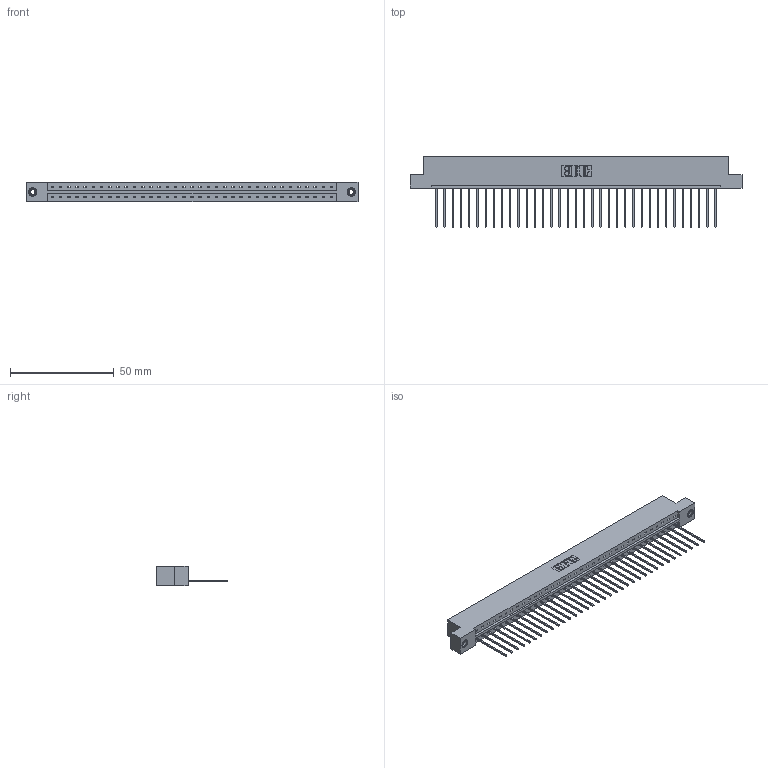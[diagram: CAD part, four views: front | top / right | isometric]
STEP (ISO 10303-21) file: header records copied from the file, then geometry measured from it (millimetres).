
FILE_DESCRIPTION (( 'STEP AP203' ), '1' );
FILE_NAME ('333-035-541-108.STEP', '2018-08-02T23:42:08', ( '' ), ( '' ), 'SwSTEP 2.0', 'SolidWorks 2016', '' );
FILE_SCHEMA (( 'CONFIG_CONTROL_DESIGN' ));
Length unit declared in the file: inch
Products named in the file (4): 345-250-001_345-250-003-102; 333-035-541-108; 333 Part_Flush - .156 Dia - TI; 345-292-001_345-293-141
Assembly tree (38 placements, depth 2):
  333-035-541-108
    333 Part_Flush - .156 Dia - TI
    345-292-001_345-293-141  x35
    345-250-001_345-250-003-102  x2
Bounding box: 160.22 x 34.3 x 9.4 mm (x, y, z)
Volume: 16171.8 mm3; surface area: 18186.8 mm2
Topology: 38 solids, 38 shells, 2204 faces, 6607 edges, 4350 vertices
Faces by surface type: plane 1572, cylinder 616, cone 12, torus 4
Entity records: 23506 total; most frequent: CARTESIAN_POINT 4038, ORIENTED_EDGE 4002, DIRECTION 3453, EDGE_CURVE 2001, VECTOR 1853, LINE 1853, VERTEX_POINT 1328, AXIS2_PLACEMENT_3D 800
